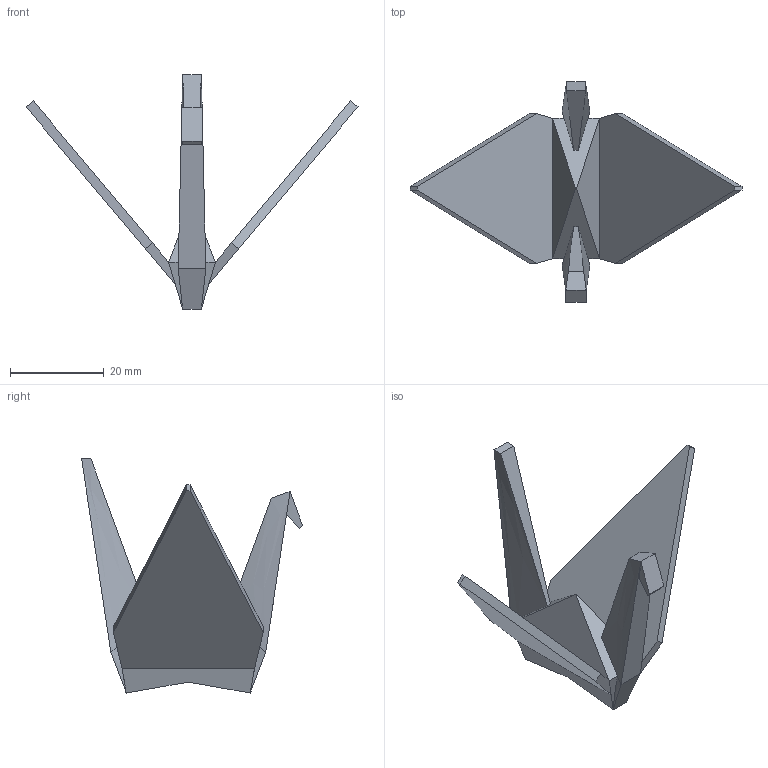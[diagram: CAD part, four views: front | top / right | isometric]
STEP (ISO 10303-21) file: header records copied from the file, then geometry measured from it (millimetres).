
FILE_DESCRIPTION(/* description */ (''),/* implementation_level */ '2;1');
FILE_NAME(/* name */ 'origami crane v27.step',/* time_stamp */ '2025-07-20T22:45:59-05:00',/* author */ (''),/* organization */ (''),/* preprocessor_version */ 'ST-DEVELOPER v20.1',/* originating_system */ 'Autodesk Translation Framework v14.10.0.0',/* authorisation */ '');
FILE_SCHEMA (('AUTOMOTIVE_DESIGN { 1 0 10303 214 3 1 1 }'));
Length unit declared in the file: millimetre
Products named in the file (1): crane
Bounding box: 70.92 x 47.16 x 50 mm (x, y, z)
Volume: 8396.1 mm3; surface area: 6531.2 mm2
Topology: 1 solids, 1 shells, 47 faces, 109 edges, 62 vertices
Faces by surface type: plane 37, bspline 10
Entity records: 1496 total; most frequent: CARTESIAN_POINT 481, ORIENTED_EDGE 214, DIRECTION 169, EDGE_CURVE 107, LINE 93, VECTOR 93, VERTEX_POINT 62, FACE_OUTER_BOUND 47
